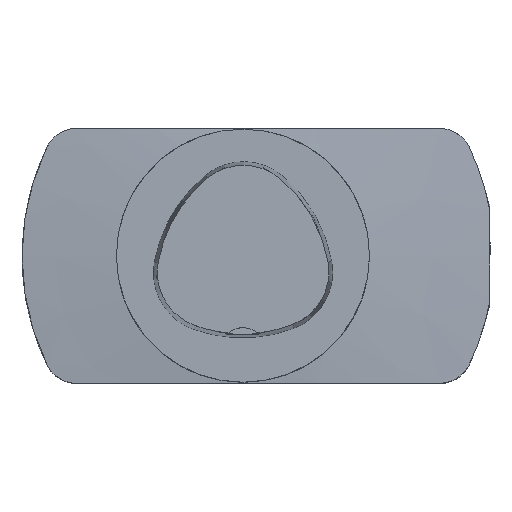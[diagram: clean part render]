
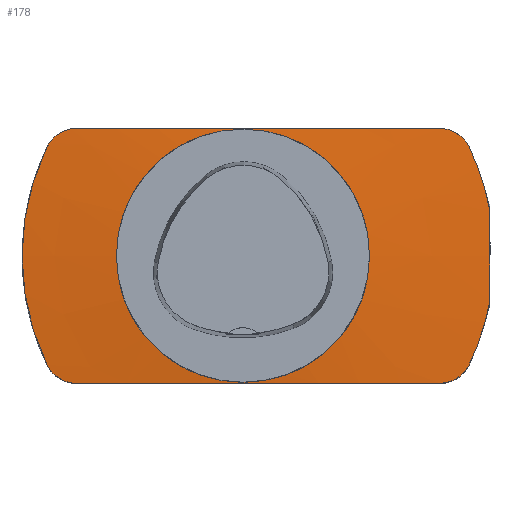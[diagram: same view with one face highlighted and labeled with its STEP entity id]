
A CAD part, top view. The second image highlights one B-rep face of the part: STEP entity #178.
In plain terms, the highlighted conical face has half-angle 85 degrees and reference radius 31.5 mm.
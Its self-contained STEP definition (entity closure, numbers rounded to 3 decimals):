
#48=CONICAL_SURFACE('',#1501,31.5,85.);
#76=B_SPLINE_CURVE_WITH_KNOTS('',3,(#2175,#2176,#2177,#2178,#2179,#2180),
 .UNSPECIFIED.,.F.,.F.,(4,2,4),(0.,0.5,1.),.UNSPECIFIED.);
#77=B_SPLINE_CURVE_WITH_KNOTS('',3,(#2200,#2201,#2202,#2203,#2204,#2205,
#2206,#2207,#2208,#2209),.UNSPECIFIED.,.F.,.F.,(4,2,2,2,4),(0.,0.25,0.5,
0.75,1.),.UNSPECIFIED.);
#82=B_SPLINE_CURVE_WITH_KNOTS('',3,(#2260,#2261,#2262,#2263),
 .UNSPECIFIED.,.F.,.F.,(4,4),(0.,1.),.UNSPECIFIED.);
#83=B_SPLINE_CURVE_WITH_KNOTS('',3,(#2264,#2265,#2266,#2267),
 .UNSPECIFIED.,.F.,.F.,(4,4),(0.,1.),.UNSPECIFIED.);
#84=B_SPLINE_CURVE_WITH_KNOTS('',3,(#2269,#2270,#2271,#2272,#2273,#2274),
 .UNSPECIFIED.,.F.,.F.,(4,2,4),(0.,0.5,1.),.UNSPECIFIED.);
#85=B_SPLINE_CURVE_WITH_KNOTS('',3,(#2276,#2277,#2278,#2279),
 .UNSPECIFIED.,.F.,.F.,(4,4),(0.,1.),.UNSPECIFIED.);
#86=B_SPLINE_CURVE_WITH_KNOTS('',3,(#2280,#2281,#2282,#2283),
 .UNSPECIFIED.,.F.,.F.,(4,4),(0.,1.),.UNSPECIFIED.);
#87=B_SPLINE_CURVE_WITH_KNOTS('',3,(#2284,#2285,#2286,#2287),
 .UNSPECIFIED.,.F.,.F.,(4,4),(0.,1.),.UNSPECIFIED.);
#133=FACE_BOUND('',#400,.T.);
#134=FACE_BOUND('',#401,.T.);
#178=ADVANCED_FACE('',(#133,#134),#48,.T.);
#400=EDGE_LOOP('',(#654));
#401=EDGE_LOOP('',(#655,#656,#657,#658,#659,#660,#661,#662,#663,#664));
#502=CIRCLE('',#1470,31.5);
#509=CIRCLE('',#1495,62.5);
#512=CIRCLE('',#1499,62.5);
#654=ORIENTED_EDGE('',*,*,#1076,.T.);
#655=ORIENTED_EDGE('',*,*,#1134,.F.);
#656=ORIENTED_EDGE('',*,*,#1132,.F.);
#657=ORIENTED_EDGE('',*,*,#1135,.T.);
#658=ORIENTED_EDGE('',*,*,#1136,.F.);
#659=ORIENTED_EDGE('',*,*,#1137,.T.);
#660=ORIENTED_EDGE('',*,*,#1116,.T.);
#661=ORIENTED_EDGE('',*,*,#1138,.T.);
#662=ORIENTED_EDGE('',*,*,#1105,.F.);
#663=ORIENTED_EDGE('',*,*,#1139,.T.);
#664=ORIENTED_EDGE('',*,*,#1124,.F.);
#951=VERTEX_POINT('',#2118);
#977=VERTEX_POINT('',#2174);
#978=VERTEX_POINT('',#2181);
#982=VERTEX_POINT('',#2199);
#983=VERTEX_POINT('',#2210);
#988=VERTEX_POINT('',#2237);
#989=VERTEX_POINT('',#2239);
#994=VERTEX_POINT('',#2255);
#995=VERTEX_POINT('',#2257);
#996=VERTEX_POINT('',#2268);
#997=VERTEX_POINT('',#2275);
#1076=EDGE_CURVE('',#951,#951,#502,.T.);
#1105=EDGE_CURVE('',#977,#978,#76,.T.);
#1116=EDGE_CURVE('',#983,#982,#77,.T.);
#1124=EDGE_CURVE('',#988,#989,#509,.T.);
#1132=EDGE_CURVE('',#994,#995,#512,.T.);
#1134=EDGE_CURVE('',#995,#988,#82,.T.);
#1135=EDGE_CURVE('',#994,#996,#83,.T.);
#1136=EDGE_CURVE('',#997,#996,#84,.T.);
#1137=EDGE_CURVE('',#997,#983,#85,.T.);
#1138=EDGE_CURVE('',#982,#978,#86,.T.);
#1139=EDGE_CURVE('',#977,#989,#87,.T.);
#1470=AXIS2_PLACEMENT_3D('',#2117,#1673,#1674);
#1495=AXIS2_PLACEMENT_3D('',#2238,#1749,#1750);
#1499=AXIS2_PLACEMENT_3D('',#2256,#1761,#1762);
#1501=AXIS2_PLACEMENT_3D('',#2288,#1766,#1767);
#1673=DIRECTION('',(0.,0.,-1.));
#1674=DIRECTION('',(-1.,0.,0.));
#1749=DIRECTION('',(0.,0.,-1.));
#1750=DIRECTION('',(-1.,0.,0.));
#1761=DIRECTION('',(0.,0.,-1.));
#1762=DIRECTION('',(-1.,0.,0.));
#1766=DIRECTION('',(0.,0.,-1.));
#1767=DIRECTION('',(-1.,0.,0.));
#2117=CARTESIAN_POINT('',(0.,0.,-22.1));
#2118=CARTESIAN_POINT('',(-31.5,0.,-22.1));
#2174=CARTESIAN_POINT('',(49.077,-31.7,-24.456));
#2175=CARTESIAN_POINT('',(49.077,-31.7,-24.456));
#2176=CARTESIAN_POINT('',(34.001,-31.7,-23.348));
#2177=CARTESIAN_POINT('',(18.923,-31.7,-22.295));
#2178=CARTESIAN_POINT('',(-11.309,-31.7,-21.98));
#2179=CARTESIAN_POINT('',(-26.44,-31.7,-22.866));
#2180=CARTESIAN_POINT('',(-41.521,-31.7,-23.914));
#2181=CARTESIAN_POINT('',(-41.521,-31.7,-23.914));
#2199=CARTESIAN_POINT('',(-48.71,-27.211,-24.226));
#2200=CARTESIAN_POINT('',(-48.71,27.211,-24.226));
#2201=CARTESIAN_POINT('',(-50.769,22.995,-24.203));
#2202=CARTESIAN_POINT('',(-52.336,18.588,-24.186));
#2203=CARTESIAN_POINT('',(-54.467,9.388,-24.162));
#2204=CARTESIAN_POINT('',(-54.999,4.69,-24.156));
#2205=CARTESIAN_POINT('',(-55.001,-4.664,-24.156));
#2206=CARTESIAN_POINT('',(-54.46,-9.416,-24.162));
#2207=CARTESIAN_POINT('',(-52.344,-18.554,-24.185));
#2208=CARTESIAN_POINT('',(-50.784,-22.964,-24.203));
#2209=CARTESIAN_POINT('',(-48.71,-27.211,-24.226));
#2210=CARTESIAN_POINT('',(-48.71,27.211,-24.226));
#2237=CARTESIAN_POINT('',(61.5,-11.136,-24.812));
#2238=CARTESIAN_POINT('',(0.,0.,-24.812));
#2239=CARTESIAN_POINT('',(56.281,-27.179,-24.812));
#2255=CARTESIAN_POINT('',(56.281,27.179,-24.812));
#2256=CARTESIAN_POINT('',(0.,0.,-24.812));
#2257=CARTESIAN_POINT('',(61.5,11.136,-24.812));
#2260=CARTESIAN_POINT('',(61.5,11.136,-24.812));
#2261=CARTESIAN_POINT('',(61.5,3.715,-24.696));
#2262=CARTESIAN_POINT('',(61.5,-3.711,-24.696));
#2263=CARTESIAN_POINT('',(61.5,-11.136,-24.812));
#2264=CARTESIAN_POINT('',(56.281,27.179,-24.812));
#2265=CARTESIAN_POINT('',(54.969,29.897,-24.812));
#2266=CARTESIAN_POINT('',(52.087,31.7,-24.677));
#2267=CARTESIAN_POINT('',(49.077,31.7,-24.456));
#2268=CARTESIAN_POINT('',(49.077,31.7,-24.456));
#2269=CARTESIAN_POINT('',(-41.521,31.7,-23.914));
#2270=CARTESIAN_POINT('',(-26.44,31.7,-22.866));
#2271=CARTESIAN_POINT('',(-11.309,31.7,-21.98));
#2272=CARTESIAN_POINT('',(18.923,31.7,-22.295));
#2273=CARTESIAN_POINT('',(34.001,31.7,-23.348));
#2274=CARTESIAN_POINT('',(49.077,31.7,-24.456));
#2275=CARTESIAN_POINT('',(-41.521,31.7,-23.914));
#2276=CARTESIAN_POINT('',(-41.521,31.7,-23.914));
#2277=CARTESIAN_POINT('',(-44.52,31.7,-24.123));
#2278=CARTESIAN_POINT('',(-47.39,29.912,-24.24));
#2279=CARTESIAN_POINT('',(-48.71,27.211,-24.226));
#2280=CARTESIAN_POINT('',(-48.71,-27.211,-24.226));
#2281=CARTESIAN_POINT('',(-47.39,-29.912,-24.24));
#2282=CARTESIAN_POINT('',(-44.52,-31.7,-24.123));
#2283=CARTESIAN_POINT('',(-41.521,-31.7,-23.914));
#2284=CARTESIAN_POINT('',(49.077,-31.7,-24.456));
#2285=CARTESIAN_POINT('',(52.087,-31.7,-24.677));
#2286=CARTESIAN_POINT('',(54.968,-29.897,-24.812));
#2287=CARTESIAN_POINT('',(56.281,-27.179,-24.812));
#2288=CARTESIAN_POINT('',(0.,0.,-22.1));
